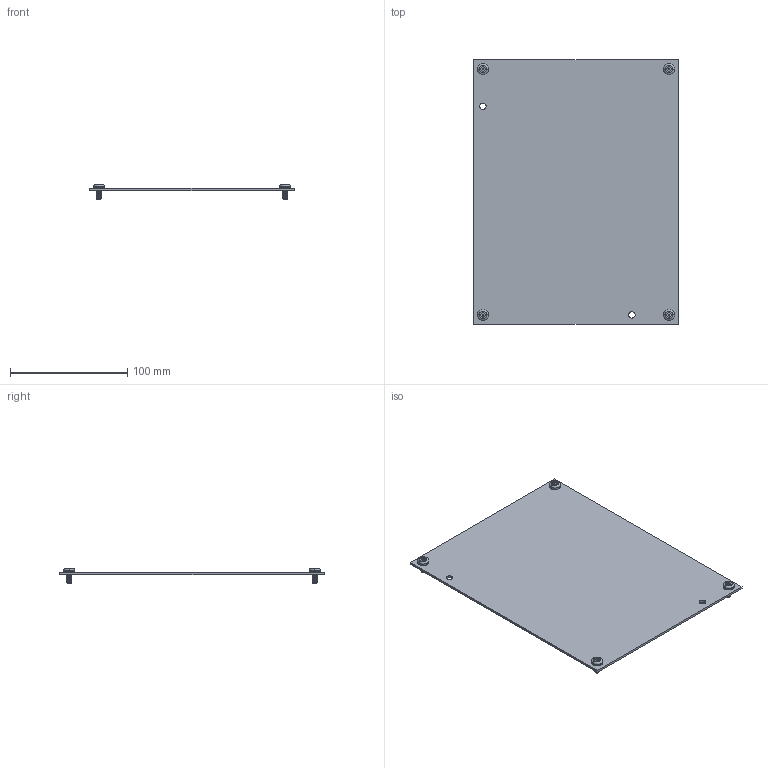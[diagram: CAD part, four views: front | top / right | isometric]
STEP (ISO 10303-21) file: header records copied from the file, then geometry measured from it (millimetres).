
FILE_DESCRIPTION((''),'2;1');
FILE_NAME('SBP108-IMP_ASM','2017-01-10T',('wtidwell'),(''),'CREO PARAMETRIC BY PTC INC, 2016050','CREO PARAMETRIC BY PTC INC, 2016050','');
FILE_SCHEMA(('CONFIG_CONTROL_DESIGN'));
Length unit declared in the file: inch
Products named in the file (3): 9912582-84-00; 9912594-82-10; SBP108-IMP_ASM
Assembly tree (5 placements, depth 2):
  SBP108-IMP_ASM
    9912582-84-00
    9912594-82-10  x4
Bounding box: 174.75 x 225.55 x 12.9 mm (x, y, z)
Volume: 75577.8 mm3; surface area: 81852.2 mm2
Topology: 5 solids, 5 shells, 386 faces, 1064 edges, 692 vertices
Faces by surface type: cylinder 156, plane 122, cone 64, bspline 28, torus 16
Entity records: 7976 total; most frequent: CARTESIAN_POINT 5091, ORIENTED_EDGE 640, DIRECTION 492, EDGE_CURVE 320, VERTEX_POINT 209, AXIS2_PLACEMENT_3D 176, VECTOR 140, LINE 140
